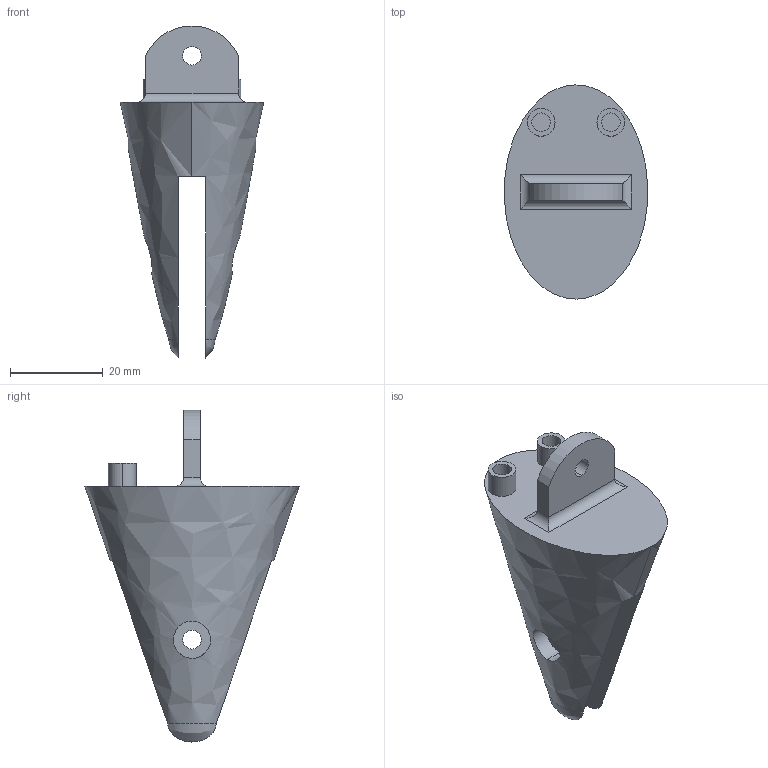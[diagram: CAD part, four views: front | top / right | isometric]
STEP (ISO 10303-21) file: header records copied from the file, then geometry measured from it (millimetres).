
FILE_DESCRIPTION (( 'STEP AP214' ), '1' );
FILE_NAME ('Tail_Holder.STEP', '2018-06-19T12:37:37', ( '' ), ( '' ), 'SwSTEP 2.0', 'SolidWorks 2016', '' );
FILE_SCHEMA (( 'AUTOMOTIVE_DESIGN' ));
Length unit declared in the file: millimetre
Products named in the file (1): Tail_Holder
Bounding box: 30.86 x 46.06 x 71.42 mm (x, y, z)
Volume: 23098.3 mm3; surface area: 7965.2 mm2
Topology: 1 solids, 1 shells, 41 faces, 92 edges, 60 vertices
Faces by surface type: cylinder 23, plane 14, bspline 4
Entity records: 1962 total; most frequent: CARTESIAN_POINT 1028, ORIENTED_EDGE 184, DIRECTION 178, EDGE_CURVE 92, AXIS2_PLACEMENT_3D 72, VERTEX_POINT 60, EDGE_LOOP 54, FACE_OUTER_BOUND 41
